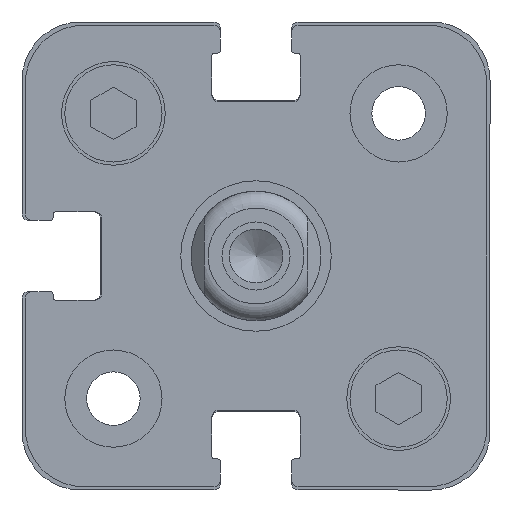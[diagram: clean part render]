
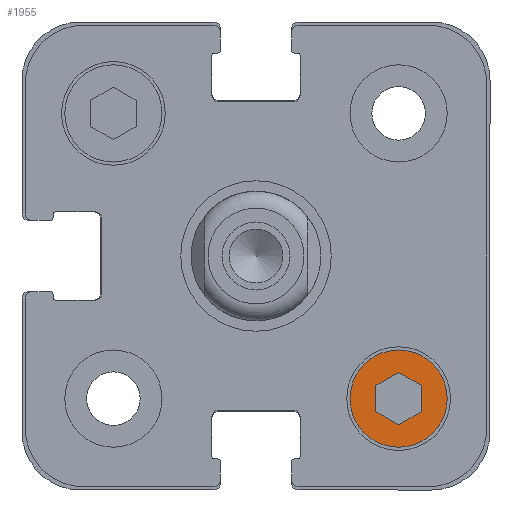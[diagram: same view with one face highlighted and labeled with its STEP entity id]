
A CAD part, front view. The second image highlights one B-rep face of the part: STEP entity #1955.
In plain terms, the highlighted planar face has unit normal (0, -1, 0).
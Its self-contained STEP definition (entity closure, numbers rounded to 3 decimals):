
#1119=CARTESIAN_POINT('',(12.75,-69.0,-9.99));
#1120=VERTEX_POINT('',#1119);
#1127=CARTESIAN_POINT('',(11.0,-69.0,-8.979));
#1128=VERTEX_POINT('',#1127);
#1129=CARTESIAN_POINT('',(11.,-69.0,-8.979));
#1130=DIRECTION('',(0.866,0.0,-0.5));
#1131=VECTOR('',#1130,2.021);
#1132=LINE('',#1129,#1131);
#1133=EDGE_CURVE('',#1128,#1120,#1132,.T.);
#1157=CARTESIAN_POINT('',(12.75,-69.0,-12.01));
#1158=VERTEX_POINT('',#1157);
#1165=CARTESIAN_POINT('',(12.75,-69.0,-9.99));
#1166=DIRECTION('',(0.0,0.0,-1.0));
#1167=VECTOR('',#1166,2.021);
#1168=LINE('',#1165,#1167);
#1169=EDGE_CURVE('',#1120,#1158,#1168,.T.);
#1188=CARTESIAN_POINT('',(11.0,-69.0,-13.021));
#1189=VERTEX_POINT('',#1188);
#1196=CARTESIAN_POINT('',(12.75,-69.0,-12.01));
#1197=DIRECTION('',(-0.866,0.0,-0.5));
#1198=VECTOR('',#1197,2.021);
#1199=LINE('',#1196,#1198);
#1200=EDGE_CURVE('',#1158,#1189,#1199,.T.);
#1219=CARTESIAN_POINT('',(9.25,-69.0,-12.01));
#1220=VERTEX_POINT('',#1219);
#1227=CARTESIAN_POINT('',(11.,-69.0,-13.021));
#1228=DIRECTION('',(-0.866,0.0,0.5));
#1229=VECTOR('',#1228,2.021);
#1230=LINE('',#1227,#1229);
#1231=EDGE_CURVE('',#1189,#1220,#1230,.T.);
#1250=CARTESIAN_POINT('',(9.25,-69.0,-9.99));
#1251=VERTEX_POINT('',#1250);
#1258=CARTESIAN_POINT('',(9.25,-69.0,-12.01));
#1259=DIRECTION('',(0.0,0.0,1.0));
#1260=VECTOR('',#1259,2.021);
#1261=LINE('',#1258,#1260);
#1262=EDGE_CURVE('',#1220,#1251,#1261,.T.);
#1280=CARTESIAN_POINT('',(9.25,-69.0,-9.99));
#1281=DIRECTION('',(0.866,0.0,0.5));
#1282=VECTOR('',#1281,2.021);
#1283=LINE('',#1280,#1282);
#1284=EDGE_CURVE('',#1251,#1128,#1283,.T.);
#1388=CARTESIAN_POINT('',(14.75,-69.0,-11.));
#1389=VERTEX_POINT('',#1388);
#1390=CARTESIAN_POINT('',(11.0,-69.0,-11.0));
#1391=DIRECTION('',(0.0,-1.0,0.0));
#1392=DIRECTION('',(-1.0,0.0,0.0));
#1393=AXIS2_PLACEMENT_3D('',#1390,#1391,#1392);
#1394=CIRCLE('',#1393,3.75);
#1395=EDGE_CURVE('',#1389,#1389,#1394,.T.);
#1939=CARTESIAN_POINT('',(-0.921,-69.0,0.));
#1940=DIRECTION('',(0.0,1.0,0.0));
#1941=DIRECTION('',(0.0,0.0,1.0));
#1942=AXIS2_PLACEMENT_3D('',#1939,#1940,#1941);
#1943=PLANE('',#1942);
#1944=ORIENTED_EDGE('',*,*,#1395,.T.);
#1945=EDGE_LOOP('',(#1944));
#1946=FACE_OUTER_BOUND('',#1945,.T.);
#1947=ORIENTED_EDGE('',*,*,#1133,.T.);
#1948=ORIENTED_EDGE('',*,*,#1169,.T.);
#1949=ORIENTED_EDGE('',*,*,#1200,.T.);
#1950=ORIENTED_EDGE('',*,*,#1231,.T.);
#1951=ORIENTED_EDGE('',*,*,#1262,.T.);
#1952=ORIENTED_EDGE('',*,*,#1284,.T.);
#1953=EDGE_LOOP('',(#1947,#1948,#1949,#1950,#1951,#1952));
#1954=FACE_BOUND('',#1953,.T.);
#1955=ADVANCED_FACE('',(#1946,#1954),#1943,.F.);
